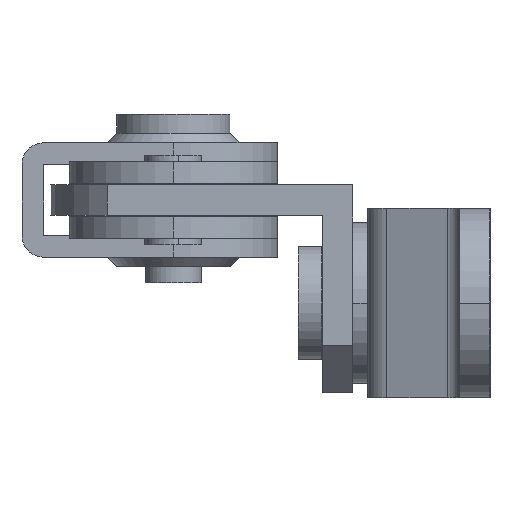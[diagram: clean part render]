
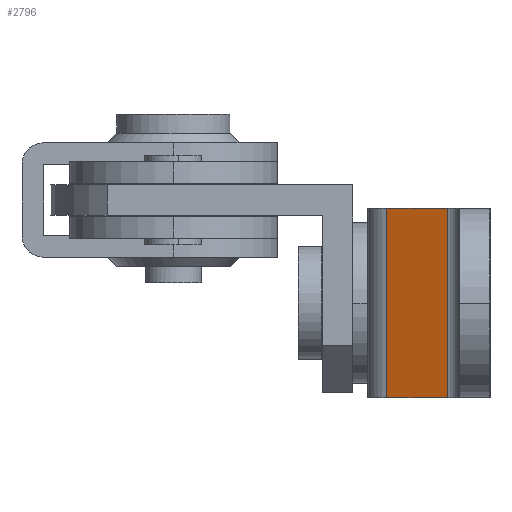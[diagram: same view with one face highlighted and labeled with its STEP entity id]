
A CAD part, left-side view. The second image highlights one B-rep face of the part: STEP entity #2796.
In plain terms, the highlighted planar face has unit normal (-0.936, 0.352, 0).
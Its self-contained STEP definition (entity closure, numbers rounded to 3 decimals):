
#334 = CARTESIAN_POINT ( 'NONE',  ( -11.095, 10.926, -10. ) ) ;
#335 = CARTESIAN_POINT ( 'NONE',  ( -13.513, 4.496, -10. ) ) ;
#336 = CARTESIAN_POINT ( 'NONE',  ( -13.513, 4.496, 10. ) ) ;
#337 = CARTESIAN_POINT ( 'NONE',  ( -11.095, 10.926, 10. ) ) ;
#1197 = ORIENTED_EDGE ( 'NONE', *, *, #3976, .T. ) ;
#1198 = ORIENTED_EDGE ( 'NONE', *, *, #3977, .F. ) ;
#1199 = ORIENTED_EDGE ( 'NONE', *, *, #3975, .T. ) ;
#1200 = ORIENTED_EDGE ( 'NONE', *, *, #3978, .T. ) ;
#2434 = LINE ( 'NONE', #2435, #4825 ) ;
#2435 = CARTESIAN_POINT ( 'NONE',  ( -13.513, 4.496, 10. ) ) ;
#2436 = DIRECTION ( 'NONE',  ( 0., 0., 1. ) ) ;
#2437 = LINE ( 'NONE', #2438, #4826 ) ;
#2438 = CARTESIAN_POINT ( 'NONE',  ( -10.316, 13., -10. ) ) ;
#2439 = DIRECTION ( 'NONE',  ( -0.352, -0.936, 0. ) ) ;
#2440 = LINE ( 'NONE', #2441, #4827 ) ;
#2441 = CARTESIAN_POINT ( 'NONE',  ( -10.316, 13., 10. ) ) ;
#2442 = DIRECTION ( 'NONE',  ( -0.352, -0.936, 0. ) ) ;
#2443 = LINE ( 'NONE', #2444, #4829 ) ;
#2444 = CARTESIAN_POINT ( 'NONE',  ( -11.095, 10.926, 10. ) ) ;
#2445 = DIRECTION ( 'NONE',  ( 0., 0., -1. ) ) ;
#2722 = AXIS2_PLACEMENT_3D ( 'NONE', #5530, #5531, #5532 ) ;
#2726 = FACE_OUTER_BOUND ( 'NONE', #3567, .T. ) ;
#2796 = ADVANCED_FACE ( 'NONE', ( #2726 ), #5529, .F. ) ;
#3567 = EDGE_LOOP ( 'NONE', ( #1197, #1199, #1198, #1200 ) ) ;
#3737 = VERTEX_POINT ( 'NONE', #334 ) ;
#3738 = VERTEX_POINT ( 'NONE', #335 ) ;
#3739 = VERTEX_POINT ( 'NONE', #336 ) ;
#3740 = VERTEX_POINT ( 'NONE', #337 ) ;
#3975 = EDGE_CURVE ( 'NONE', #3738, #3739, #2434, .T. ) ;
#3976 = EDGE_CURVE ( 'NONE', #3737, #3738, #2437, .T. ) ;
#3977 = EDGE_CURVE ( 'NONE', #3740, #3739, #2440, .T. ) ;
#3978 = EDGE_CURVE ( 'NONE', #3740, #3737, #2443, .T. ) ;
#4825 = VECTOR ( 'NONE', #2436, 1000. ) ;
#4826 = VECTOR ( 'NONE', #2439, 1000. ) ;
#4827 = VECTOR ( 'NONE', #2442, 1000. ) ;
#4829 = VECTOR ( 'NONE', #2445, 1000. ) ;
#5529 = PLANE ( 'NONE',  #2722 ) ;
#5530 = CARTESIAN_POINT ( 'NONE',  ( -10.316, 13., 10. ) ) ;
#5531 = DIRECTION ( 'NONE',  ( 0.936, -0.352, 0. ) ) ;
#5532 = DIRECTION ( 'NONE',  ( 0.352, 0.936, 0. ) ) ;
